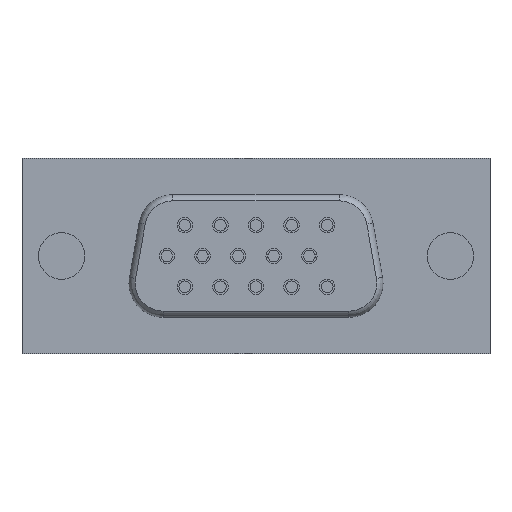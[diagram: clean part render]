
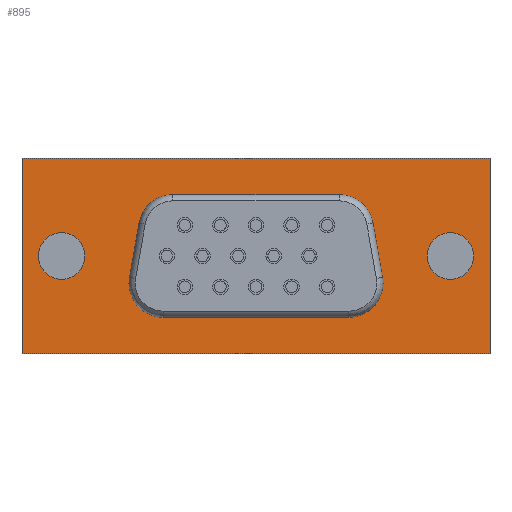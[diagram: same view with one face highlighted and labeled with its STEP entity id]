
A CAD part, front view. The second image highlights one B-rep face of the part: STEP entity #895.
In plain terms, the highlighted planar face has unit normal (0, -1, 0).
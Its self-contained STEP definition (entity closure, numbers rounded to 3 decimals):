
#111=CARTESIAN_POINT('',(1.581,7.2,-2.743));
#112=VERTEX_POINT('',#111);
#119=CARTESIAN_POINT('',(0.964,7.2,-6.243));
#120=VERTEX_POINT('',#119);
#121=CARTESIAN_POINT('',(0.964,7.2,-6.243));
#122=DIRECTION('',(0.174,0.,0.985));
#123=VECTOR('',#122,3.554);
#124=LINE('',#121,#123);
#125=EDGE_CURVE('',#120,#112,#124,.T.);
#209=CARTESIAN_POINT('',(3.13,7.2,-8.825));
#210=VERTEX_POINT('',#209);
#211=CARTESIAN_POINT('',(3.13,7.2,-6.625));
#212=DIRECTION('',(0.,0.,-1.));
#213=DIRECTION('',(0.,1.,0.));
#214=AXIS2_PLACEMENT_3D('',#211,#213,#212);
#215=CIRCLE('',#214,2.2);
#216=EDGE_CURVE('',#210,#120,#215,.T.);
#233=CARTESIAN_POINT('',(3.747,7.2,-0.925));
#234=VERTEX_POINT('',#233);
#241=CARTESIAN_POINT('',(3.747,7.2,-3.125));
#242=DIRECTION('',(-0.985,0.,0.174));
#243=DIRECTION('',(0.,1.,0.));
#244=AXIS2_PLACEMENT_3D('',#241,#243,#242);
#245=CIRCLE('',#244,2.2);
#246=EDGE_CURVE('',#112,#234,#245,.T.);
#325=CARTESIAN_POINT('',(15.07,7.2,-8.825));
#326=VERTEX_POINT('',#325);
#327=CARTESIAN_POINT('',(15.07,7.2,-8.825));
#328=DIRECTION('',(-1.,0.,0.));
#329=VECTOR('',#328,11.94);
#330=LINE('',#327,#329);
#331=EDGE_CURVE('',#326,#210,#330,.T.);
#348=CARTESIAN_POINT('',(14.453,7.2,-0.925));
#349=VERTEX_POINT('',#348);
#356=CARTESIAN_POINT('',(3.747,7.2,-0.925));
#357=DIRECTION('',(1.,0.,0.));
#358=VECTOR('',#357,10.706);
#359=LINE('',#356,#358);
#360=EDGE_CURVE('',#234,#349,#359,.T.);
#429=CARTESIAN_POINT('',(17.237,7.2,-6.243));
#430=VERTEX_POINT('',#429);
#431=CARTESIAN_POINT('',(15.07,7.2,-6.625));
#432=DIRECTION('',(0.985,0.,0.174));
#433=DIRECTION('',(0.,1.,0.));
#434=AXIS2_PLACEMENT_3D('',#431,#433,#432);
#435=CIRCLE('',#434,2.2);
#436=EDGE_CURVE('',#430,#326,#435,.T.);
#453=CARTESIAN_POINT('',(16.62,7.2,-2.743));
#454=VERTEX_POINT('',#453);
#461=CARTESIAN_POINT('',(14.453,7.2,-3.125));
#462=DIRECTION('',(0.,0.,1.));
#463=DIRECTION('',(0.,1.,0.));
#464=AXIS2_PLACEMENT_3D('',#461,#463,#462);
#465=CIRCLE('',#464,2.2);
#466=EDGE_CURVE('',#349,#454,#465,.T.);
#479=CARTESIAN_POINT('',(16.62,7.2,-2.743));
#480=DIRECTION('',(0.174,0.,-0.985));
#481=VECTOR('',#480,3.554);
#482=LINE('',#479,#481);
#483=EDGE_CURVE('',#454,#430,#482,.T.);
#806=CARTESIAN_POINT('',(9.1,7.2,-4.875));
#807=DIRECTION('',(0.,0.,1.));
#808=DIRECTION('',(0.,-1.,0.));
#809=AXIS2_PLACEMENT_3D('',#806,#808,#807);
#810=PLANE('',#809);
#811=CARTESIAN_POINT('',(-5.95,7.2,-11.15));
#812=VERTEX_POINT('',#811);
#813=CARTESIAN_POINT('',(24.15,7.2,-11.15));
#814=VERTEX_POINT('',#813);
#815=CARTESIAN_POINT('',(-5.95,7.2,-11.15));
#816=DIRECTION('',(1.,0.,0.));
#817=VECTOR('',#816,30.1);
#818=LINE('',#815,#817);
#819=EDGE_CURVE('',#812,#814,#818,.T.);
#820=ORIENTED_EDGE('',*,*,#819,.T.);
#821=CARTESIAN_POINT('',(24.15,7.2,1.4));
#822=VERTEX_POINT('',#821);
#823=CARTESIAN_POINT('',(24.15,7.2,-11.15));
#824=DIRECTION('',(0.,0.,1.));
#825=VECTOR('',#824,12.55);
#826=LINE('',#823,#825);
#827=EDGE_CURVE('',#814,#822,#826,.T.);
#828=ORIENTED_EDGE('',*,*,#827,.T.);
#829=CARTESIAN_POINT('',(-5.95,7.2,1.4));
#830=VERTEX_POINT('',#829);
#831=CARTESIAN_POINT('',(24.15,7.2,1.4));
#832=DIRECTION('',(-1.,0.,0.));
#833=VECTOR('',#832,30.1);
#834=LINE('',#831,#833);
#835=EDGE_CURVE('',#822,#830,#834,.T.);
#836=ORIENTED_EDGE('',*,*,#835,.T.);
#837=CARTESIAN_POINT('',(-5.95,7.2,1.4));
#838=DIRECTION('',(0.,0.,-1.));
#839=VECTOR('',#838,12.55);
#840=LINE('',#837,#839);
#841=EDGE_CURVE('',#830,#812,#840,.T.);
#842=ORIENTED_EDGE('',*,*,#841,.T.);
#843=EDGE_LOOP('',(#820,#828,#836,#842));
#844=FACE_OUTER_BOUND('',#843,.T.);
#845=CARTESIAN_POINT('',(-1.9,7.2,-4.875));
#846=VERTEX_POINT('',#845);
#847=CARTESIAN_POINT('',(-4.9,7.2,-4.875));
#848=VERTEX_POINT('',#847);
#849=CARTESIAN_POINT('',(-3.4,7.2,-4.875));
#850=DIRECTION('',(1.,0.,0.));
#851=DIRECTION('',(0.,1.,0.));
#852=AXIS2_PLACEMENT_3D('',#849,#851,#850);
#853=CIRCLE('',#852,1.5);
#854=EDGE_CURVE('',#846,#848,#853,.T.);
#855=ORIENTED_EDGE('',*,*,#854,.T.);
#856=CARTESIAN_POINT('',(-3.4,7.2,-4.875));
#857=DIRECTION('',(-1.,0.,0.));
#858=DIRECTION('',(-0.,1.,0.));
#859=AXIS2_PLACEMENT_3D('',#856,#858,#857);
#860=CIRCLE('',#859,1.5);
#861=EDGE_CURVE('',#848,#846,#860,.T.);
#862=ORIENTED_EDGE('',*,*,#861,.T.);
#863=EDGE_LOOP('',(#855,#862));
#864=FACE_BOUND('',#863,.T.);
#865=CARTESIAN_POINT('',(23.1,7.2,-4.875));
#866=VERTEX_POINT('',#865);
#867=CARTESIAN_POINT('',(20.1,7.2,-4.875));
#868=VERTEX_POINT('',#867);
#869=CARTESIAN_POINT('',(21.6,7.2,-4.875));
#870=DIRECTION('',(1.,0.,0.));
#871=DIRECTION('',(0.,1.,0.));
#872=AXIS2_PLACEMENT_3D('',#869,#871,#870);
#873=CIRCLE('',#872,1.5);
#874=EDGE_CURVE('',#866,#868,#873,.T.);
#875=ORIENTED_EDGE('',*,*,#874,.T.);
#876=CARTESIAN_POINT('',(21.6,7.2,-4.875));
#877=DIRECTION('',(-1.,0.,0.));
#878=DIRECTION('',(-0.,1.,0.));
#879=AXIS2_PLACEMENT_3D('',#876,#878,#877);
#880=CIRCLE('',#879,1.5);
#881=EDGE_CURVE('',#868,#866,#880,.T.);
#882=ORIENTED_EDGE('',*,*,#881,.T.);
#883=EDGE_LOOP('',(#875,#882));
#884=FACE_BOUND('',#883,.T.);
#885=ORIENTED_EDGE('',*,*,#331,.T.);
#886=ORIENTED_EDGE('',*,*,#216,.T.);
#887=ORIENTED_EDGE('',*,*,#125,.T.);
#888=ORIENTED_EDGE('',*,*,#246,.T.);
#889=ORIENTED_EDGE('',*,*,#360,.T.);
#890=ORIENTED_EDGE('',*,*,#466,.T.);
#891=ORIENTED_EDGE('',*,*,#483,.T.);
#892=ORIENTED_EDGE('',*,*,#436,.T.);
#893=EDGE_LOOP('',(#885,#886,#887,#888,#889,#890,#891,#892));
#894=FACE_BOUND('',#893,.T.);
#895=ADVANCED_FACE('',(#844,#864,#884,#894),#810,.T.);
